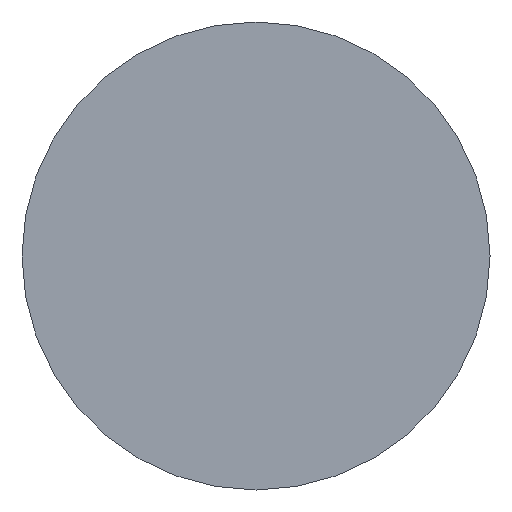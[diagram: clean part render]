
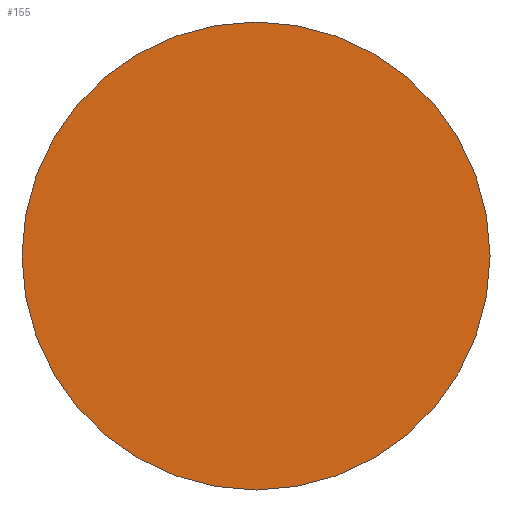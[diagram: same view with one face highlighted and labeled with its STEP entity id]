
A CAD part, front view. The second image highlights one B-rep face of the part: STEP entity #155.
In plain terms, the highlighted planar face has unit normal (0, -1, 0).
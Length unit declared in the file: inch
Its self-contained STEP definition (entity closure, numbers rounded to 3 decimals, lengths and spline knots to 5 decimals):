
#52 = DIRECTION ( 'NONE',  ( 0., -1., 0. ) ) ;
#62 = ORIENTED_EDGE ( 'NONE', *, *, #219, .T. ) ;
#69 = DIRECTION ( 'NONE',  ( 0., -1., 0. ) ) ;
#80 = AXIS2_PLACEMENT_3D ( 'NONE', #297, #52, #246 ) ;
#83 = EDGE_CURVE ( 'NONE', #171, #129, #198, .T. ) ;
#120 = CARTESIAN_POINT ( 'NONE',  ( 0., 0., 0. ) ) ;
#129 = VERTEX_POINT ( 'NONE', #208 ) ;
#140 = CARTESIAN_POINT ( 'NONE',  ( 0., 0., 0.1875 ) ) ;
#141 = DIRECTION ( 'NONE',  ( 0., 0., -1. ) ) ;
#142 = CARTESIAN_POINT ( 'NONE',  ( 0., 0., 0. ) ) ;
#146 = DIRECTION ( 'NONE',  ( 0., -1., 0. ) ) ;
#155 = ADVANCED_FACE ( 'NONE', ( #237 ), #240, .T. ) ;
#171 = VERTEX_POINT ( 'NONE', #140 ) ;
#186 = DIRECTION ( 'NONE',  ( 0., 0., -1. ) ) ;
#194 = CIRCLE ( 'NONE', #80, 0.1875 ) ;
#198 = CIRCLE ( 'NONE', #307, 0.1875 ) ;
#208 = CARTESIAN_POINT ( 'NONE',  ( 0., 0., -0.1875 ) ) ;
#219 = EDGE_CURVE ( 'NONE', #129, #171, #194, .T. ) ;
#224 = EDGE_LOOP ( 'NONE', ( #62, #232 ) ) ;
#229 = AXIS2_PLACEMENT_3D ( 'NONE', #142, #146, #186 ) ;
#232 = ORIENTED_EDGE ( 'NONE', *, *, #83, .T. ) ;
#237 = FACE_OUTER_BOUND ( 'NONE', #224, .T. ) ;
#240 = PLANE ( 'NONE',  #229 ) ;
#246 = DIRECTION ( 'NONE',  ( 0., 0., -1. ) ) ;
#297 = CARTESIAN_POINT ( 'NONE',  ( 0., 0., 0. ) ) ;
#307 = AXIS2_PLACEMENT_3D ( 'NONE', #120, #69, #141 ) ;
